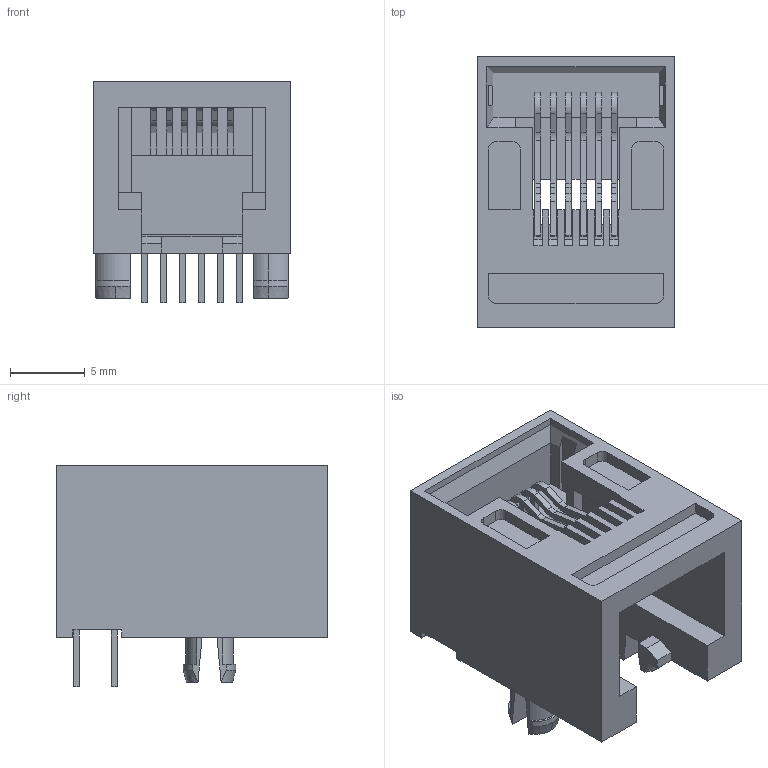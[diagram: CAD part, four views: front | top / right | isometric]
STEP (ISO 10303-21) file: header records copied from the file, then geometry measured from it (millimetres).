
FILE_DESCRIPTION(('FreeCAD Model'),'2;1');
FILE_NAME('RJ12.step','2019-11-30T08:15:17',('kicad StepUp' ),('ksu MCAD'),'Open CASCADE STEP processor 7.3','FreeCAD','Unknown' );
FILE_SCHEMA(('AUTOMOTIVE_DESIGN { 1 0 10303 214 1 1 1 1 }'));
Length unit declared in the file: millimetre
Products named in the file (1): RJ12
Bounding box: 13.21 x 18.1 x 14.8 mm (x, y, z)
Volume: 1298.2 mm3; surface area: 2073.3 mm2
Topology: 1 solids, 1 shells, 340 faces, 985 edges, 649 vertices
Faces by surface type: plane 268, cylinder 66, cone 6
Entity records: 13505 total; most frequent: CARTESIAN_POINT 2011, ORIENTED_EDGE 1970, DIRECTION 1794, EDGE_CURVE 985, LINE 834, VECTOR 834, VERTEX_POINT 649, AXIS2_PLACEMENT_3D 480
